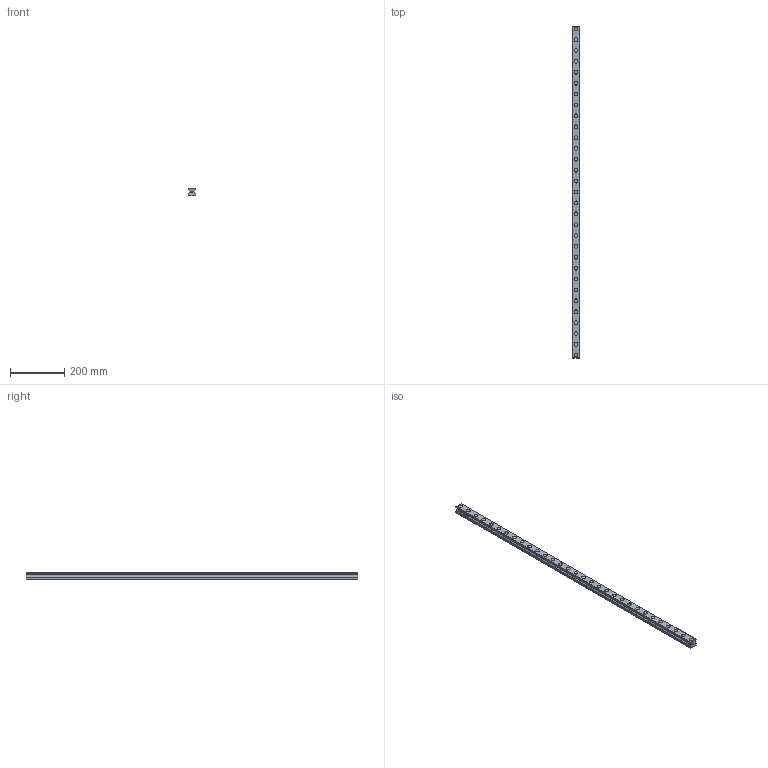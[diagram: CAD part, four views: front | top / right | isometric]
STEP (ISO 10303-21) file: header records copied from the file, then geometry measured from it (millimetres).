
FILE_DESCRIPTION(('STEP AP214'),'1');
FILE_NAME('cctmp_43F7773A-3ACA-4DBE-88A3-6B01E1FC71F2_2021_03_11_11_32_36_0638..stp','2021-03-11T10:32:36',('HIWIN GmbH'),('CADClick - www.CADClick.com'),'Spatial InterOp 3D',' ','unknown authorization');
FILE_SCHEMA(('AUTOMOTIVE_DESIGN'));
Length unit declared in the file: millimetre
Products named in the file (1): RGR30R1220H_FILE
Bounding box: 28 x 1220 x 28 mm (x, y, z)
Volume: 698773.7 mm3; surface area: 182262.3 mm2
Topology: 1 solids, 1 shells, 394 faces, 885 edges, 590 vertices
Faces by surface type: cylinder 204, plane 190
Entity records: 14313 total; most frequent: DIRECTION 2083, CARTESIAN_POINT 1870, ORIENTED_EDGE 1770, EDGE_CURVE 885, AXIS2_PLACEMENT_3D 803, VERTEX_POINT 590, EDGE_LOOP 491, LINE 477
